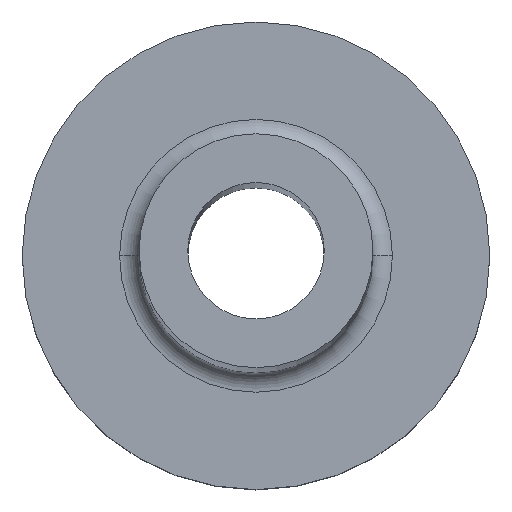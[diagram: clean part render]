
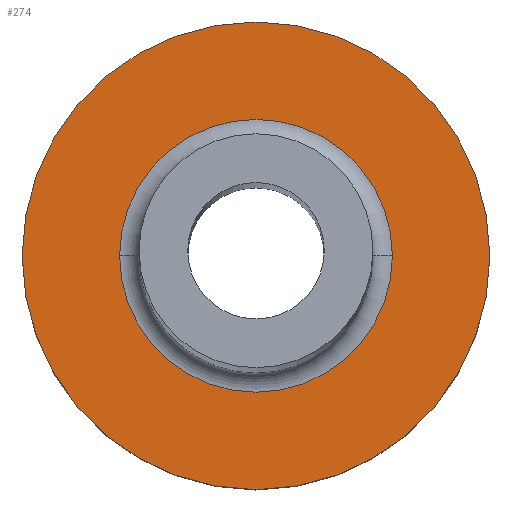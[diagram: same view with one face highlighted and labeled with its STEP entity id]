
A CAD part, top view. The second image highlights one B-rep face of the part: STEP entity #274.
In plain terms, the highlighted planar face has unit normal (0, 0, 1).
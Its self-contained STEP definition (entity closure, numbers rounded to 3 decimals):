
#6 = EDGE_CURVE ( 'NONE', #215, #96, #176, .T. ) ;
#7 = DIRECTION ( 'NONE',  ( 1., 0., 0. ) ) ;
#11 = AXIS2_PLACEMENT_3D ( 'NONE', #298, #261, #30 ) ;
#12 = EDGE_CURVE ( 'NONE', #96, #215, #380, .T. ) ;
#29 = VERTEX_POINT ( 'NONE', #128 ) ;
#30 = DIRECTION ( 'NONE',  ( 1., 0., 0. ) ) ;
#36 = ORIENTED_EDGE ( 'NONE', *, *, #12, .T. ) ;
#65 = ORIENTED_EDGE ( 'NONE', *, *, #6, .T. ) ;
#80 = AXIS2_PLACEMENT_3D ( 'NONE', #108, #169, #378 ) ;
#96 = VERTEX_POINT ( 'NONE', #167 ) ;
#97 = AXIS2_PLACEMENT_3D ( 'NONE', #115, #360, #204 ) ;
#104 = AXIS2_PLACEMENT_3D ( 'NONE', #153, #328, #7 ) ;
#108 = CARTESIAN_POINT ( 'NONE',  ( 0., 0., 5. ) ) ;
#113 = CIRCLE ( 'NONE', #11, 3.5 ) ;
#115 = CARTESIAN_POINT ( 'NONE',  ( 0., 0., 5. ) ) ;
#117 = VERTEX_POINT ( 'NONE', #369 ) ;
#128 = CARTESIAN_POINT ( 'NONE',  ( -3.5, 0., 5. ) ) ;
#153 = CARTESIAN_POINT ( 'NONE',  ( 0., 0., 5. ) ) ;
#167 = CARTESIAN_POINT ( 'NONE',  ( 6., 0., 5. ) ) ;
#169 = DIRECTION ( 'NONE',  ( 0., 0., 1. ) ) ;
#170 = PLANE ( 'NONE',  #80 ) ;
#176 = CIRCLE ( 'NONE', #104, 6. ) ;
#177 = CARTESIAN_POINT ( 'NONE',  ( 0., 0., 5. ) ) ;
#204 = DIRECTION ( 'NONE',  ( 1., 0., 0. ) ) ;
#213 = DIRECTION ( 'NONE',  ( 0., 0., 1. ) ) ;
#215 = VERTEX_POINT ( 'NONE', #368 ) ;
#237 = AXIS2_PLACEMENT_3D ( 'NONE', #177, #213, #241 ) ;
#241 = DIRECTION ( 'NONE',  ( 1., 0., 0. ) ) ;
#261 = DIRECTION ( 'NONE',  ( 0., 0., -1. ) ) ;
#267 = FACE_OUTER_BOUND ( 'NONE', #337, .T. ) ;
#270 = CIRCLE ( 'NONE', #97, 3.5 ) ;
#274 = ADVANCED_FACE ( 'NONE', ( #353, #267 ), #170, .T. ) ;
#297 = ORIENTED_EDGE ( 'NONE', *, *, #316, .T. ) ;
#298 = CARTESIAN_POINT ( 'NONE',  ( 0., 0., 5. ) ) ;
#316 = EDGE_CURVE ( 'NONE', #29, #117, #113, .T. ) ;
#328 = DIRECTION ( 'NONE',  ( 0., 0., 1. ) ) ;
#337 = EDGE_LOOP ( 'NONE', ( #65, #36 ) ) ;
#346 = EDGE_CURVE ( 'NONE', #117, #29, #270, .T. ) ;
#352 = ORIENTED_EDGE ( 'NONE', *, *, #346, .T. ) ;
#353 = FACE_BOUND ( 'NONE', #361, .T. ) ;
#360 = DIRECTION ( 'NONE',  ( 0., 0., -1. ) ) ;
#361 = EDGE_LOOP ( 'NONE', ( #352, #297 ) ) ;
#368 = CARTESIAN_POINT ( 'NONE',  ( -6., 0., 5. ) ) ;
#369 = CARTESIAN_POINT ( 'NONE',  ( 3.5, 0., 5. ) ) ;
#378 = DIRECTION ( 'NONE',  ( 1., 0., 0. ) ) ;
#380 = CIRCLE ( 'NONE', #237, 6. ) ;
